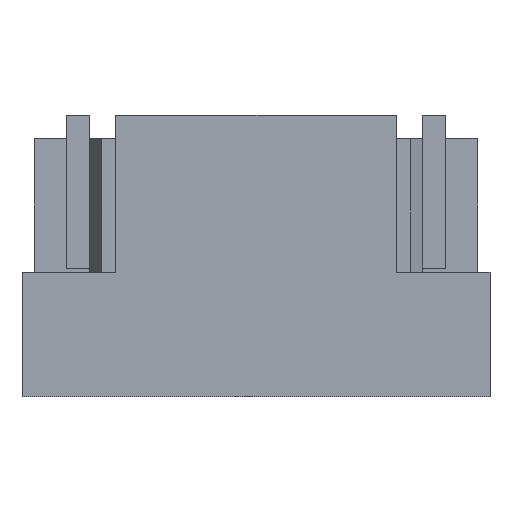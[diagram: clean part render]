
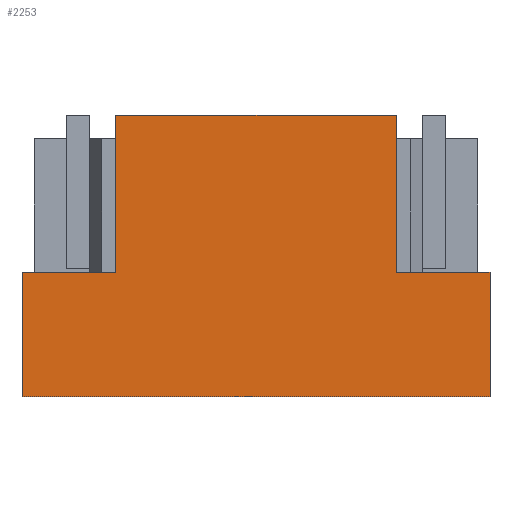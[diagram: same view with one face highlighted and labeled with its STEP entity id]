
A CAD part, top view. The second image highlights one B-rep face of the part: STEP entity #2253.
In plain terms, the highlighted planar face has unit normal (0, 0, 1).
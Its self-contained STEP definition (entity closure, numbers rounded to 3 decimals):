
#2222=AXIS2_PLACEMENT_3D('Plane Axis2P3D',#2219,#2220,#2221) ;
#1019=CARTESIAN_POINT('Line Origine',(-9.98,0.,11.7)) ;
#1023=CARTESIAN_POINT('Vertex',(-4.,0.,11.7)) ;
#1025=CARTESIAN_POINT('Vertex',(-15.96,0.,11.7)) ;
#1153=CARTESIAN_POINT('Line Origine',(-4.,-3.35,11.7)) ;
#1157=CARTESIAN_POINT('Vertex',(-4.,-6.7,11.7)) ;
#1229=CARTESIAN_POINT('Line Origine',(-2.,-6.7,11.7)) ;
#1233=CARTESIAN_POINT('Vertex',(0.,-6.7,11.7)) ;
#1260=CARTESIAN_POINT('Line Origine',(0.,-9.35,11.7)) ;
#1264=CARTESIAN_POINT('Vertex',(0.,-12.,11.7)) ;
#1284=CARTESIAN_POINT('Line Origine',(-9.98,-12.,11.7)) ;
#1288=CARTESIAN_POINT('Vertex',(-19.96,-12.,11.7)) ;
#2219=CARTESIAN_POINT('Axis2P3D Location',(-25.22,0.,11.7)) ;
#2224=CARTESIAN_POINT('Line Origine',(-15.96,-3.35,11.7)) ;
#2228=CARTESIAN_POINT('Vertex',(-15.96,-6.7,11.7)) ;
#2231=CARTESIAN_POINT('Line Origine',(-17.96,-6.7,11.7)) ;
#2235=CARTESIAN_POINT('Vertex',(-19.96,-6.7,11.7)) ;
#2238=CARTESIAN_POINT('Line Origine',(-19.96,-9.35,11.7)) ;
#1020=DIRECTION('Vector Direction',(1.,0.,0.)) ;
#1154=DIRECTION('Vector Direction',(0.,1.,0.)) ;
#1230=DIRECTION('Vector Direction',(1.,0.,0.)) ;
#1261=DIRECTION('Vector Direction',(0.,-1.,0.)) ;
#1285=DIRECTION('Vector Direction',(1.,0.,0.)) ;
#2220=DIRECTION('Axis2P3D Direction',(0.,0.,1.)) ;
#2221=DIRECTION('Axis2P3D XDirection',(0.,-1.,0.)) ;
#2225=DIRECTION('Vector Direction',(0.,1.,0.)) ;
#2232=DIRECTION('Vector Direction',(1.,0.,0.)) ;
#2239=DIRECTION('Vector Direction',(0.,-1.,0.)) ;
#1021=VECTOR('Line Direction',#1020,1.) ;
#1155=VECTOR('Line Direction',#1154,1.) ;
#1231=VECTOR('Line Direction',#1230,1.) ;
#1262=VECTOR('Line Direction',#1261,1.) ;
#1286=VECTOR('Line Direction',#1285,1.) ;
#2226=VECTOR('Line Direction',#2225,1.) ;
#2233=VECTOR('Line Direction',#2232,1.) ;
#2240=VECTOR('Line Direction',#2239,1.) ;
#2244=ORIENTED_EDGE('',*,*,#1290,.T.) ;
#2245=ORIENTED_EDGE('',*,*,#1266,.F.) ;
#2246=ORIENTED_EDGE('',*,*,#1235,.T.) ;
#2247=ORIENTED_EDGE('',*,*,#1159,.F.) ;
#2248=ORIENTED_EDGE('',*,*,#1027,.T.) ;
#2249=ORIENTED_EDGE('',*,*,#2230,.T.) ;
#2250=ORIENTED_EDGE('',*,*,#2237,.F.) ;
#2251=ORIENTED_EDGE('',*,*,#2242,.T.) ;
#2253=ADVANCED_FACE('HOUSING',(#2252),#2223,.T.) ;
#1027=EDGE_CURVE('',#1024,#1026,#1022,.F.) ;
#1159=EDGE_CURVE('',#1024,#1158,#1156,.F.) ;
#1235=EDGE_CURVE('',#1234,#1158,#1232,.F.) ;
#1266=EDGE_CURVE('',#1234,#1265,#1263,.T.) ;
#1290=EDGE_CURVE('',#1289,#1265,#1287,.T.) ;
#2230=EDGE_CURVE('',#1026,#2229,#2227,.F.) ;
#2237=EDGE_CURVE('',#2236,#2229,#2234,.T.) ;
#2242=EDGE_CURVE('',#2236,#1289,#2241,.T.) ;
#2243=EDGE_LOOP('',(#2244,#2245,#2246,#2247,#2248,#2249,#2250,#2251)) ;
#2252=FACE_OUTER_BOUND('',#2243,.T.) ;
#1022=LINE('Line',#1019,#1021) ;
#1156=LINE('Line',#1153,#1155) ;
#1232=LINE('Line',#1229,#1231) ;
#1263=LINE('Line',#1260,#1262) ;
#1287=LINE('Line',#1284,#1286) ;
#2227=LINE('Line',#2224,#2226) ;
#2234=LINE('Line',#2231,#2233) ;
#2241=LINE('Line',#2238,#2240) ;
#2223=PLANE('',#2222) ;
#1024=VERTEX_POINT('',#1023) ;
#1026=VERTEX_POINT('',#1025) ;
#1158=VERTEX_POINT('',#1157) ;
#1234=VERTEX_POINT('',#1233) ;
#1265=VERTEX_POINT('',#1264) ;
#1289=VERTEX_POINT('',#1288) ;
#2229=VERTEX_POINT('',#2228) ;
#2236=VERTEX_POINT('',#2235) ;
